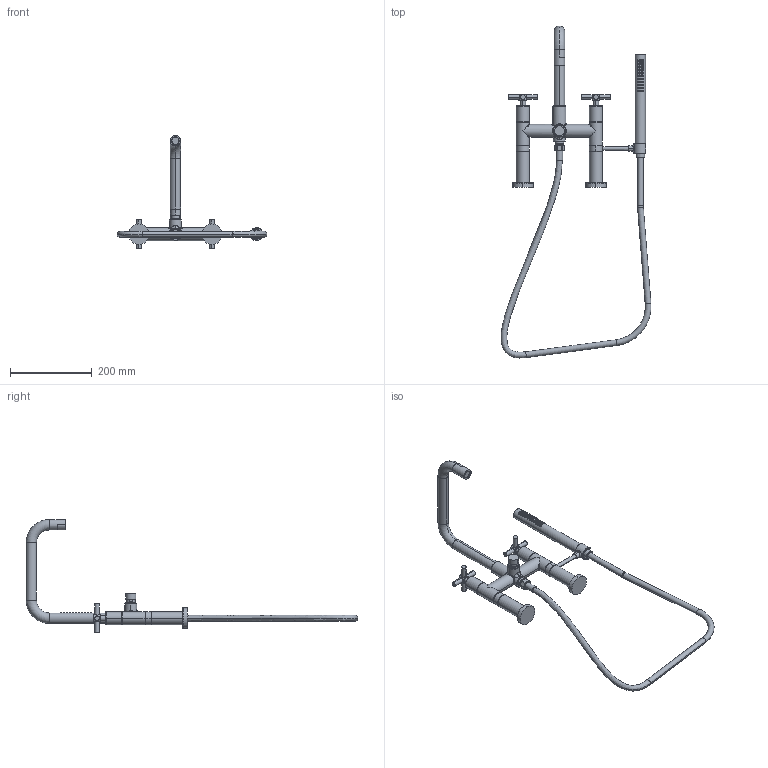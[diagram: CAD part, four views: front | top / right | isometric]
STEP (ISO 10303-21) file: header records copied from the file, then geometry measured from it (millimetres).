
FILE_DESCRIPTION((''),'2;1');
FILE_NAME('1400-4272_','2023-02-23T23:46:39',('nehatek'),(''),'CREO PARAMETRIC BY PTC INC, 2019352','CREO PARAMETRIC BY PTC INC, 2019352','');
FILE_SCHEMA(('CONFIG_CONTROL_DESIGN'));
Products named in the file (1): 1400-4272_
Bounding box: 366.61 x 811.57 x 276.23 mm (x, y, z)
Volume: 1142375.4 mm3; surface area: 210387.3 mm2
Topology: 5 solids, 5 shells, 1182 faces, 2632 edges, 1595 vertices
Faces by surface type: bspline 662, cylinder 323, plane 131, cone 30, torus 26, sphere 10
Entity records: 139283 total; most frequent: CARTESIAN_POINT 118125, ORIENTED_EDGE 5264, DIRECTION 2643, EDGE_CURVE 2632, VERTEX_POINT 1595, B_SPLINE_CURVE_WITH_KNOTS 1519, EDGE_LOOP 1319, FACE_OUTER_BOUND 1182
